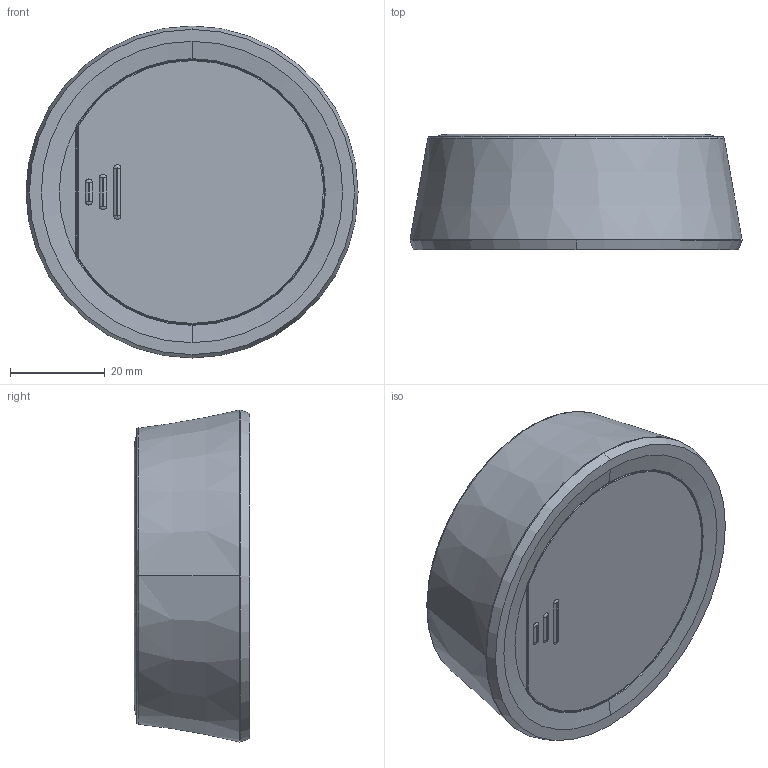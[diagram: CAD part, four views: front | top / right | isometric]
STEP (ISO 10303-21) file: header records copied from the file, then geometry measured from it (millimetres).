
FILE_DESCRIPTION((''),'2;1');
FILE_NAME('ASM0001_ASM','2018-09-18T',('seeed'),(''),'PRO/ENGINEER BY PARAMETRIC TECHNOLOGY CORPORATION, 2010280','PRO/ENGINEER BY PARAMETRIC TECHNOLOGY CORPORATION, 2010280','');
FILE_SCHEMA(('CONFIG_CONTROL_DESIGN','SHAPE_APPEARANCE_LAYERS_GROUPS'));
Length unit declared in the file: millimetre
Products named in the file (27): REF_AAA_BATTERY_ANY_2_1_2_1; REF_KEYSTONE5213_ANY_2_1_2_1; REF_M2X6_THREADFORMING_96817A20; IOT_BUTTON_BOTTOM_ASSY_ANY_ASM__ASM; MODULE-WIFI-EMW3166_2_2_2_1; MANIFOLD_SOLID_BREP_28009_2_2_2; _LED1615_OSTB0603_ASM_2_ASM_2_2; LED1615_OSTB0603_ASM_2_ASM_2_AS_ASM; IOT_BUTTON_34026_ASM_2_ASM_2_AS_ASM; 0918; IOT_BUTTON2-ASSM_ASM_2_ASM_2_AS_ASM; FRAME_2_1_2_1; FRAME_ASM_2_ASM_1_ASM_2_ASM_1_ASM; TOP_2_1_2_1; TRANSPARENT_SILICON_AREA_1_1_2_; TOP_ASM_2_ASM_1_ASM_2_ASM_1_ASM; BOTTOM_2_1_2_1; BOTTOM_ASM_2_ASM_1_ASM_2_ASM_1_ASM; BATTERY_COVER_2_1_2_1; BATTERY_COVER_ASM_2_ASM_1_ASM_2_ASM; SEEED_ME_ASM_2_ASM_1_ASM_2_ASM__ASM; IOT_BUTTON_ASSY_09102018_ANY_AS_ASM; IOT_BUTTON_ASSY_09152018_ASM_1__ASM; IOT_BUTTON_ASSY_09172018_ASM_AS_ASM; IOT_BUTTON_ASSY_091020182030_AS_ASM; _IOT_BUTTON_ASSY_091020182030; ASM0001_ASM
Assembly tree (28 placements, depth 9):
  ASM0001_ASM
    IOT_BUTTON_ASSY_091020182030_AS_ASM
      IOT_BUTTON_ASSY_09172018_ASM_AS_ASM
        IOT_BUTTON_ASSY_09152018_ASM_1__ASM
          IOT_BUTTON_ASSY_09102018_ANY_AS_ASM
            IOT_BUTTON_BOTTOM_ASSY_ANY_ASM__ASM
              REF_AAA_BATTERY_ANY_2_1_2_1  x2
              REF_KEYSTONE5213_ANY_2_1_2_1
              REF_M2X6_THREADFORMING_96817A20  x2
            IOT_BUTTON2-ASSM_ASM_2_ASM_2_AS_ASM
              IOT_BUTTON_34026_ASM_2_ASM_2_AS_ASM
                MODULE-WIFI-EMW3166_2_2_2_1
                LED1615_OSTB0603_ASM_2_ASM_2_AS_ASM
                  MANIFOLD_SOLID_BREP_28009_2_2_2
                  _LED1615_OSTB0603_ASM_2_ASM_2_2
              0918
            SEEED_ME_ASM_2_ASM_1_ASM_2_ASM__ASM
              FRAME_ASM_2_ASM_1_ASM_2_ASM_1_ASM
                FRAME_2_1_2_1
              TOP_ASM_2_ASM_1_ASM_2_ASM_1_ASM
                TOP_2_1_2_1
                TRANSPARENT_SILICON_AREA_1_1_2_
              BOTTOM_ASM_2_ASM_1_ASM_2_ASM_1_ASM
                BOTTOM_2_1_2_1
              BATTERY_COVER_ASM_2_ASM_1_ASM_2_ASM
                BATTERY_COVER_2_1_2_1
    _IOT_BUTTON_ASSY_091020182030
Bounding box: 70 x 24.35 x 70 mm (x, y, z)
Volume: 42202.5 mm3; surface area: 50829.7 mm2
Topology: 16 solids, 16 shells, 1195 faces, 3223 edges, 2087 vertices
Faces by surface type: plane 410, cylinder 379, bspline 222, torus 92, cone 73, sphere 14, extrusion 5
Entity records: 46178 total; most frequent: CARTESIAN_POINT 13061, ORIENTED_EDGE 5474, DIRECTION 5175, EDGE_CURVE 2737, PRESENTATION_STYLE_ASSIGNMENT 2070, STYLED_ITEM 2053, AXIS2_PLACEMENT_3D 1894, CURVE_STYLE 1833
